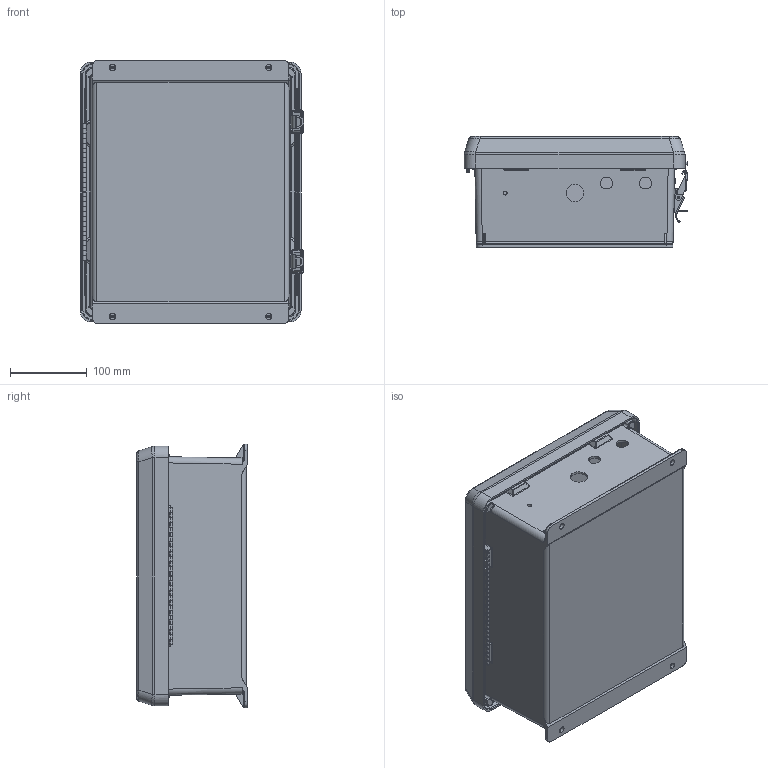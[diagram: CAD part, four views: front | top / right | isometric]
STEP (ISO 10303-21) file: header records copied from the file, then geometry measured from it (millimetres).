
FILE_DESCRIPTION (( 'STEP AP214' ), '1' );
FILE_NAME ('NB121005.STEP', '2011-08-05T13:46:52', ( 'x' ), ( 'Microsoft' ), 'SwSTEP 2.0', 'SolidWorks 2010', '' );
FILE_SCHEMA (( 'AUTOMOTIVE_DESIGN' ));
Length unit declared in the file: inch
Products named in the file (6): NB121005-Hinge; NB121005-Box; NB121005-Lid; NB121005-DoorClasp-1; NB121005-DoorClasp-2; NB121005
Assembly tree (8 placements, depth 2):
  NB121005
    NB121005-DoorClasp-1  x2
    NB121005-Lid
    NB121005-Hinge  x2
    NB121005-DoorClasp-2  x2
    NB121005-Box
Bounding box: 291.19 x 143.87 x 343 mm (x, y, z)
Volume: 1330683.5 mm3; surface area: 767327.5 mm2
Topology: 14 solids, 14 shells, 1548 faces, 3986 edges, 2432 vertices
Faces by surface type: cylinder 670, plane 446, bspline 192, torus 116, cone 92, sphere 32
Entity records: 53655 total; most frequent: CARTESIAN_POINT 25173, ORIENTED_EDGE 6044, DIRECTION 5748, EDGE_CURVE 3022, AXIS2_PLACEMENT_3D 2200, VERTEX_POINT 1861, LINE 1348, VECTOR 1348
